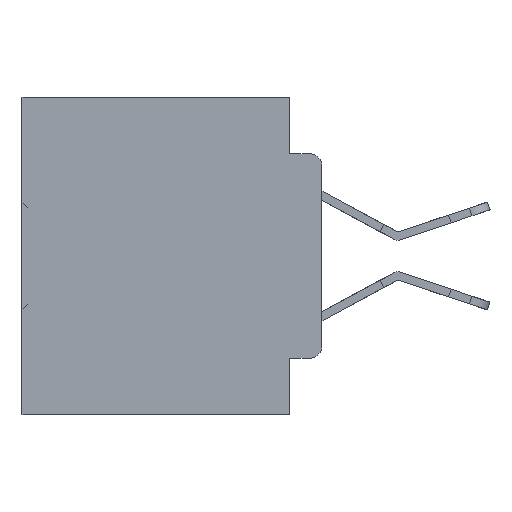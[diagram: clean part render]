
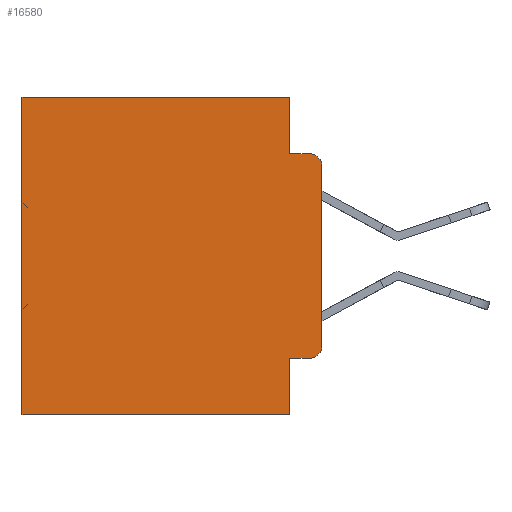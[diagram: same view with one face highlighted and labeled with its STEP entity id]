
A CAD part, left-side view. The second image highlights one B-rep face of the part: STEP entity #16580.
In plain terms, the highlighted planar face has unit normal (-1, 0, 0).
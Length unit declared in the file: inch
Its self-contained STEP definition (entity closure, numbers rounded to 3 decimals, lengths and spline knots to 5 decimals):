
#609 = EDGE_CURVE ( 'NONE', #20135, #19072, #7072, .T. ) ;
#635 = CARTESIAN_POINT ( 'NONE',  ( 0.298, 0., 0. ) ) ;
#1174 = ORIENTED_EDGE ( 'NONE', *, *, #9499, .T. ) ;
#1488 = DIRECTION ( 'NONE',  ( 1., 0., 0. ) ) ;
#1687 = DIRECTION ( 'NONE',  ( 0., 0., -1. ) ) ;
#5340 = VECTOR ( 'NONE', #36384, 39.37008 ) ;
#5450 = LINE ( 'NONE', #14175, #32953 ) ;
#6486 = DIRECTION ( 'NONE',  ( 0., 0., -1. ) ) ;
#6641 = DIRECTION ( 'NONE',  ( 0., 0., -1. ) ) ;
#7072 = LINE ( 'NONE', #37387, #26796 ) ;
#7112 = CARTESIAN_POINT ( 'NONE',  ( 0.298, 0.051, 0. ) ) ;
#7122 = CARTESIAN_POINT ( 'NONE',  ( 0.298, 0.02, -0.0885 ) ) ;
#7158 = CARTESIAN_POINT ( 'NONE',  ( 0.298, 0.051, -0.5 ) ) ;
#7514 = EDGE_LOOP ( 'NONE', ( #7682, #30913, #36793, #35190, #23102, #1174, #24651, #16128, #23315, #33862 ) ) ;
#7682 = ORIENTED_EDGE ( 'NONE', *, *, #609, .F. ) ;
#7813 = PLANE ( 'NONE',  #10534 ) ;
#8320 = AXIS2_PLACEMENT_3D ( 'NONE', #28075, #25469, #37586 ) ;
#8646 = VERTEX_POINT ( 'NONE', #7122 ) ;
#8668 = CARTESIAN_POINT ( 'NONE',  ( 0.298, 0.473, -0.5 ) ) ;
#8708 = VECTOR ( 'NONE', #30895, 39.37008 ) ;
#9133 = EDGE_CURVE ( 'NONE', #20135, #8646, #27938, .T. ) ;
#9452 = CARTESIAN_POINT ( 'NONE',  ( 0.298, 0.02, -0.3915 ) ) ;
#9499 = EDGE_CURVE ( 'NONE', #36677, #22746, #24838, .T. ) ;
#10353 = EDGE_CURVE ( 'NONE', #30501, #8646, #24498, .T. ) ;
#10534 = AXIS2_PLACEMENT_3D ( 'NONE', #25445, #1488, #1687 ) ;
#11130 = VERTEX_POINT ( 'NONE', #31061 ) ;
#11977 = CIRCLE ( 'NONE', #30305, 0.02 ) ;
#12738 = EDGE_CURVE ( 'NONE', #18697, #30501, #33402, .T. ) ;
#14175 = CARTESIAN_POINT ( 'NONE',  ( 0.298, 0.051, -0.4115 ) ) ;
#16128 = ORIENTED_EDGE ( 'NONE', *, *, #17284, .F. ) ;
#16580 = ADVANCED_FACE ( 'NONE', ( #28822 ), #7813, .F. ) ;
#17284 = EDGE_CURVE ( 'NONE', #11130, #20688, #27731, .T. ) ;
#18489 = CARTESIAN_POINT ( 'NONE',  ( 0.298, 0.473, 0. ) ) ;
#18697 = VERTEX_POINT ( 'NONE', #25761 ) ;
#19072 = VERTEX_POINT ( 'NONE', #35866 ) ;
#20135 = VERTEX_POINT ( 'NONE', #23637 ) ;
#20377 = VECTOR ( 'NONE', #35545, 39.37008 ) ;
#20688 = VERTEX_POINT ( 'NONE', #7158 ) ;
#21033 = LINE ( 'NONE', #23427, #20377 ) ;
#21669 = CARTESIAN_POINT ( 'NONE',  ( 0.298, 0.473, 0. ) ) ;
#22276 = DIRECTION ( 'NONE',  ( 0., 0., -1. ) ) ;
#22746 = VERTEX_POINT ( 'NONE', #8668 ) ;
#22863 = VECTOR ( 'NONE', #6641, 39.37008 ) ;
#23102 = ORIENTED_EDGE ( 'NONE', *, *, #36544, .T. ) ;
#23315 = ORIENTED_EDGE ( 'NONE', *, *, #25546, .T. ) ;
#23427 = CARTESIAN_POINT ( 'NONE',  ( 0.298, 0., -0.5 ) ) ;
#23637 = CARTESIAN_POINT ( 'NONE',  ( 0.298, 0., -0.1085 ) ) ;
#24011 = EDGE_CURVE ( 'NONE', #32505, #19072, #11977, .T. ) ;
#24498 = LINE ( 'NONE', #24886, #24789 ) ;
#24651 = ORIENTED_EDGE ( 'NONE', *, *, #29309, .F. ) ;
#24789 = VECTOR ( 'NONE', #37017, 39.37008 ) ;
#24838 = LINE ( 'NONE', #21669, #22863 ) ;
#24886 = CARTESIAN_POINT ( 'NONE',  ( 0.298, 0.051, -0.0885 ) ) ;
#25445 = CARTESIAN_POINT ( 'NONE',  ( 0.298, 0., 0. ) ) ;
#25469 = DIRECTION ( 'NONE',  ( -1., 0., 0. ) ) ;
#25546 = EDGE_CURVE ( 'NONE', #11130, #32505, #5450, .T. ) ;
#25761 = CARTESIAN_POINT ( 'NONE',  ( 0.298, 0.051, 0. ) ) ;
#26796 = VECTOR ( 'NONE', #22276, 39.37008 ) ;
#26801 = CARTESIAN_POINT ( 'NONE',  ( 0.298, 0.02, -0.4115 ) ) ;
#27186 = LINE ( 'NONE', #635, #33206 ) ;
#27731 = LINE ( 'NONE', #7112, #8708 ) ;
#27938 = CIRCLE ( 'NONE', #8320, 0.02 ) ;
#28075 = CARTESIAN_POINT ( 'NONE',  ( 0.298, 0.02, -0.1085 ) ) ;
#28822 = FACE_OUTER_BOUND ( 'NONE', #7514, .T. ) ;
#29309 = EDGE_CURVE ( 'NONE', #20688, #22746, #21033, .T. ) ;
#30305 = AXIS2_PLACEMENT_3D ( 'NONE', #9452, #33639, #6486 ) ;
#30501 = VERTEX_POINT ( 'NONE', #31793 ) ;
#30895 = DIRECTION ( 'NONE',  ( 0., 0., -1. ) ) ;
#30913 = ORIENTED_EDGE ( 'NONE', *, *, #9133, .T. ) ;
#31061 = CARTESIAN_POINT ( 'NONE',  ( 0.298, 0.051, -0.4115 ) ) ;
#31793 = CARTESIAN_POINT ( 'NONE',  ( 0.298, 0.051, -0.0885 ) ) ;
#32505 = VERTEX_POINT ( 'NONE', #26801 ) ;
#32953 = VECTOR ( 'NONE', #38757, 39.37008 ) ;
#33206 = VECTOR ( 'NONE', #33916, 39.37008 ) ;
#33402 = LINE ( 'NONE', #36188, #5340 ) ;
#33639 = DIRECTION ( 'NONE',  ( -1., 0., 0. ) ) ;
#33862 = ORIENTED_EDGE ( 'NONE', *, *, #24011, .T. ) ;
#33916 = DIRECTION ( 'NONE',  ( 0., 1., 0. ) ) ;
#35190 = ORIENTED_EDGE ( 'NONE', *, *, #12738, .F. ) ;
#35545 = DIRECTION ( 'NONE',  ( 0., 1., 0. ) ) ;
#35866 = CARTESIAN_POINT ( 'NONE',  ( 0.298, 0., -0.3915 ) ) ;
#36188 = CARTESIAN_POINT ( 'NONE',  ( 0.298, 0.051, 0. ) ) ;
#36384 = DIRECTION ( 'NONE',  ( 0., 0., -1. ) ) ;
#36544 = EDGE_CURVE ( 'NONE', #18697, #36677, #27186, .T. ) ;
#36677 = VERTEX_POINT ( 'NONE', #18489 ) ;
#36793 = ORIENTED_EDGE ( 'NONE', *, *, #10353, .F. ) ;
#37017 = DIRECTION ( 'NONE',  ( 0., -1., 0. ) ) ;
#37387 = CARTESIAN_POINT ( 'NONE',  ( 0.298, 0., 0. ) ) ;
#37586 = DIRECTION ( 'NONE',  ( 0., 0., -1. ) ) ;
#38757 = DIRECTION ( 'NONE',  ( 0., -1., 0. ) ) ;
